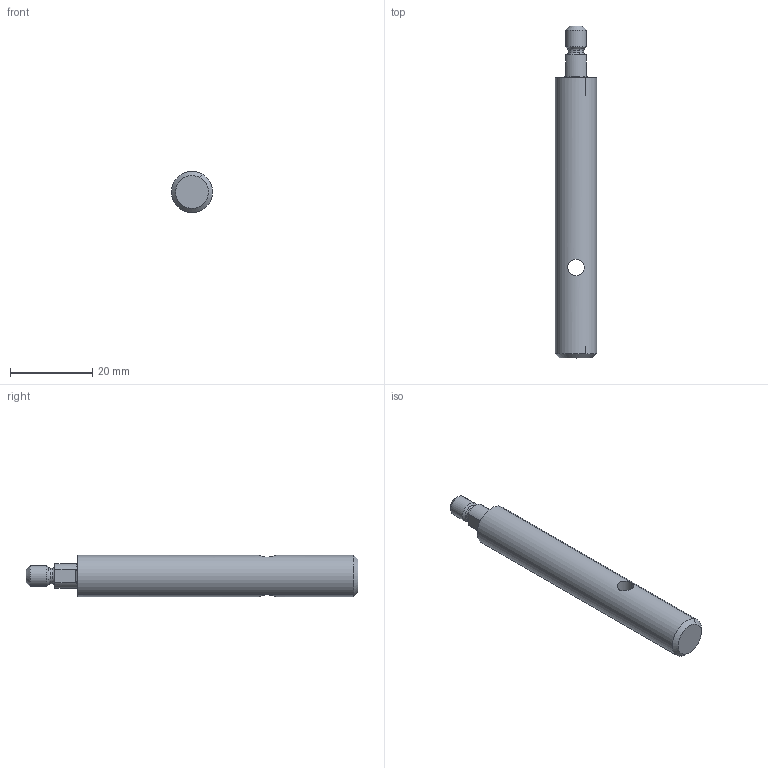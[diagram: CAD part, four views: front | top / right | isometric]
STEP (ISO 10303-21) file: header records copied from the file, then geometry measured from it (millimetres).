
FILE_DESCRIPTION(('CATIA V5 STEP Exchange'),'2;1');
FILE_NAME('EOLX1.3-D-120-002_A.stp','2020-01-30T22:23:44+00:00',('none'),('none'),'CATIA Version 5 Release 21 GA (IN-10)','CATIA V5 STEP AP203','none');
FILE_SCHEMA(('CONFIG_CONTROL_DESIGN'));
Length unit declared in the file: millimetre
Products named in the file (1): EOLX1.3-D-120-002_A
Bounding box: 10 x 80.68 x 10 mm (x, y, z)
Volume: 5473 mm3; surface area: 2573.4 mm2
Topology: 1 solids, 1 shells, 34 faces, 76 edges, 46 vertices
Faces by surface type: cylinder 14, plane 8, cone 6, torus 6
Entity records: 958 total; most frequent: CARTESIAN_POINT 242, ORIENTED_EDGE 152, DIRECTION 104, EDGE_CURVE 76, AXIS2_PLACEMENT_3D 58, VERTEX_POINT 46, EDGE_LOOP 38, CIRCLE 36
